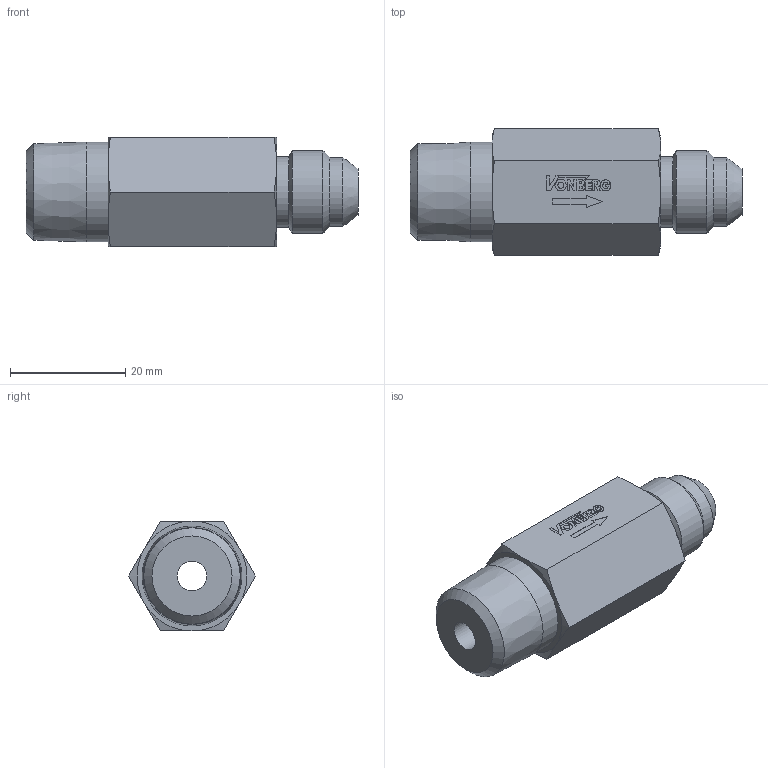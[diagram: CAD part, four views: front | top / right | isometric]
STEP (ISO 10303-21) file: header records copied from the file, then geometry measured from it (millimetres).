
FILE_DESCRIPTION((''),'2;1');
FILE_NAME('28001-503.stp','2015-02-16T09:05:50',('jml'),(''),'Autodesk Inventor 2010','Autodesk Inventor 2010','');
FILE_SCHEMA(('AUTOMOTIVE_DESIGN { 1 0 10303 214 1 1 1 1 }'));
Length unit declared in the file: inch
Products named in the file (1): 220291
Bounding box: 57.56 x 22 x 19.05 mm (x, y, z)
Volume: 12976.9 mm3; surface area: 4698.4 mm2
Topology: 1 solids, 1 shells, 130 faces, 321 edges, 208 vertices
Faces by surface type: plane 93, cylinder 19, cone 17, bspline 1
Full cylindrical faces by diameter (mm): 1.044 x1, 11.963 x1, 12.167 x1, 14.275 x1, 17.297 x1
Entity records: 3854 total; most frequent: CARTESIAN_POINT 712, ORIENTED_EDGE 618, DIRECTION 600, EDGE_CURVE 309, VECTOR 230, LINE 230, VERTEX_POINT 207, AXIS2_PLACEMENT_3D 185
